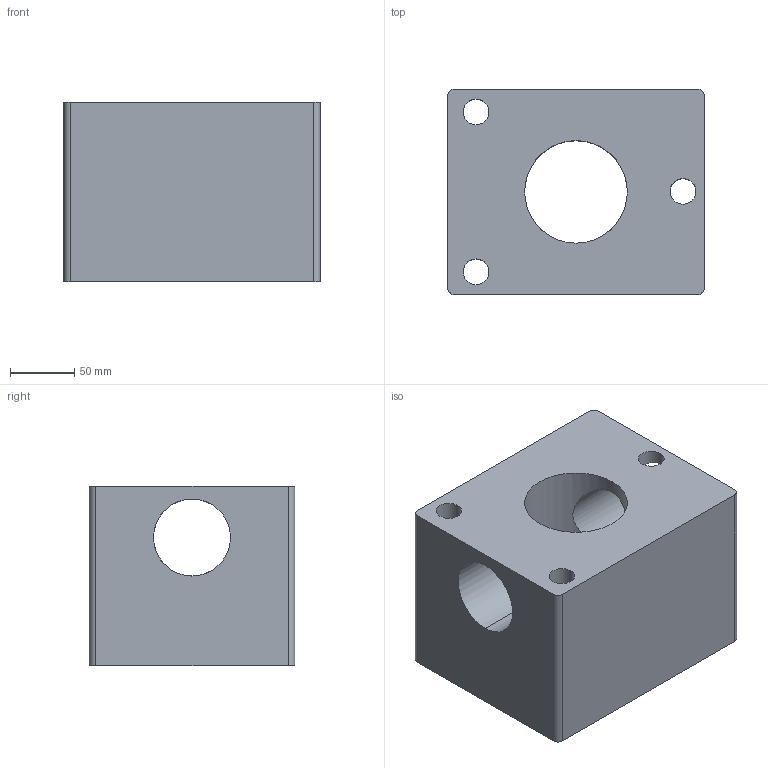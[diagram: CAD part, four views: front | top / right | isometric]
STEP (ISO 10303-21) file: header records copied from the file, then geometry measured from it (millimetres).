
FILE_DESCRIPTION (( 'STEP AP203' ), '1' );
FILE_NAME ('AM Design Ian C.STEP', '2018-11-27T00:02:31', ( '' ), ( '' ), 'SwSTEP 2.0', 'SolidWorks 2018', '' );
FILE_SCHEMA (( 'CONFIG_CONTROL_DESIGN' ));
Length unit declared in the file: inch
Products named in the file (1): AM Design Ian C
Bounding box: 200 x 160 x 140 mm (x, y, z)
Volume: 3303338.8 mm3; surface area: 222104 mm2
Topology: 1 solids, 1 shells, 24 faces, 74 edges, 48 vertices
Faces by surface type: cylinder 18, plane 6
Entity records: 1392 total; most frequent: CARTESIAN_POINT 622, ORIENTED_EDGE 148, DIRECTION 140, EDGE_CURVE 74, AXIS2_PLACEMENT_3D 53, VERTEX_POINT 48, VECTOR 34, EDGE_LOOP 34
